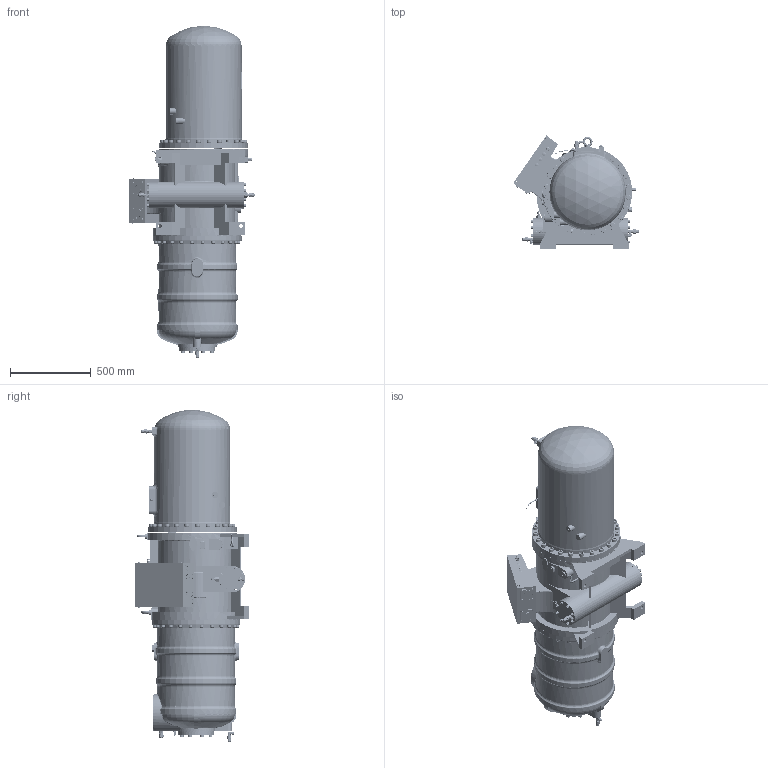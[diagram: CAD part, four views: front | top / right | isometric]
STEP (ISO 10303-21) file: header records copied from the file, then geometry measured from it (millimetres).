
FILE_DESCRIPTION(/* description */ ('STEP AP203'),/* implementation_level */ '2;1');
FILE_NAME(/* name */ 'RC2-930B outline.STEP',/* time_stamp */ '2017-06-28T11:54:24-04:00',/* author */ ('Ian L Mitchell'),/* organization */ (''),/* preprocessor_version */ 'ST-DEVELOPER v16.5',/* originating_system */ 'Autodesk Inventor 2017',/* authorisation */ '');
FILE_SCHEMA (('AUTOMOTIVE_DESIGN { 1 0 10303 214 3 1 1 }'));
Length unit declared in the file: centimetre
Products named in the file (1): RC2-930B outline
Bounding box: 776.8 x 700.45 x 2056.16 mm (x, y, z)
Surface area: 6528557.2 mm2 (no closed solid volume)
Topology: 0 solids, 322 shells, 2459 faces, 9534 edges, 7237 vertices
Faces by surface type: plane 1438, cylinder 599, torus 212, bspline 125, cone 61, sphere 24
Full cylindrical faces by diameter (mm): 2 x3, 3 x1, 3.3 x2, 4 x1, 4.5 x1, 5 x1, 6.5 x3, 7 x9, 8.5 x1, 10 x2, 11 x9, 12 x2, 13 x1, 13.157 x2, 13.7 x2, 14 x11, 14.88 x3, 15 x2, 16 x11, 17 x4, 17.5 x10, 18 x34, 19.2 x2, 20 x4, 20.2 x1, 20.5 x2, 21.5 x1, 22 x8, 22.5 x2, 22.911 x8
Entity records: 136949 total; most frequent: CARTESIAN_POINT 59249, DIRECTION 16075, ORIENTED_EDGE 13023, EDGE_CURVE 9023, VERTEX_POINT 7164, AXIS2_PLACEMENT_3D 5633, LINE 4809, VECTOR 4809
